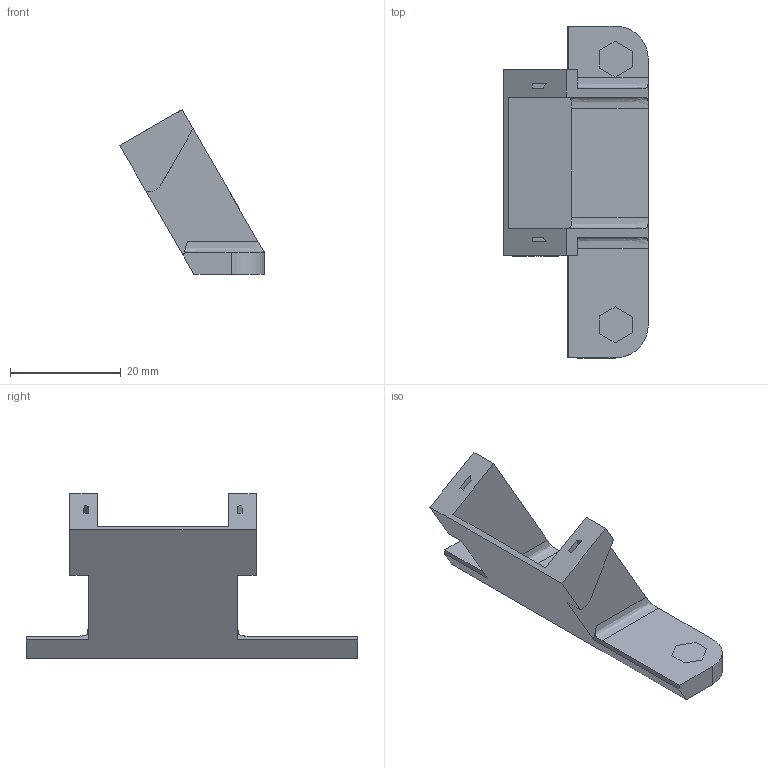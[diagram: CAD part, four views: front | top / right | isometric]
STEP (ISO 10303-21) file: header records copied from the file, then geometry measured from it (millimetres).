
FILE_DESCRIPTION(('STEP AP242'), '1');
FILE_NAME('Êðåïëåíèå ñåðâî', '', ('UNSPECIFIED'), ('UNSPECIFIED'), 'C3D Converter', 'C3D Toolkit', '');
FILE_SCHEMA(('AP242_MANAGED_MODEL_BASED_3D_ENGINEERING_MIM_LF { 1 0 10303 442 1 1 4 }'));
Length unit declared in the file: millimetre
Products named in the file (3): -03; -02
Assembly tree (3 placements, depth 3):
  (unnamed)
    -03  x2
      -02
Bounding box: 26.12 x 60 x 29.75 mm (x, y, z)
Volume: 5498.5 mm3; surface area: 5408.1 mm2
Topology: 3 solids, 3 shells, 74 faces, 200 edges, 132 vertices
Faces by surface type: plane 64, cylinder 6, bspline 4
Entity records: 2938 total; most frequent: CARTESIAN_POINT 1072, ORIENTED_EDGE 364, DIRECTION 318, EDGE_CURVE 182, LINE 162, VECTOR 162, VERTEX_POINT 120, AXIS2_PLACEMENT_3D 78
